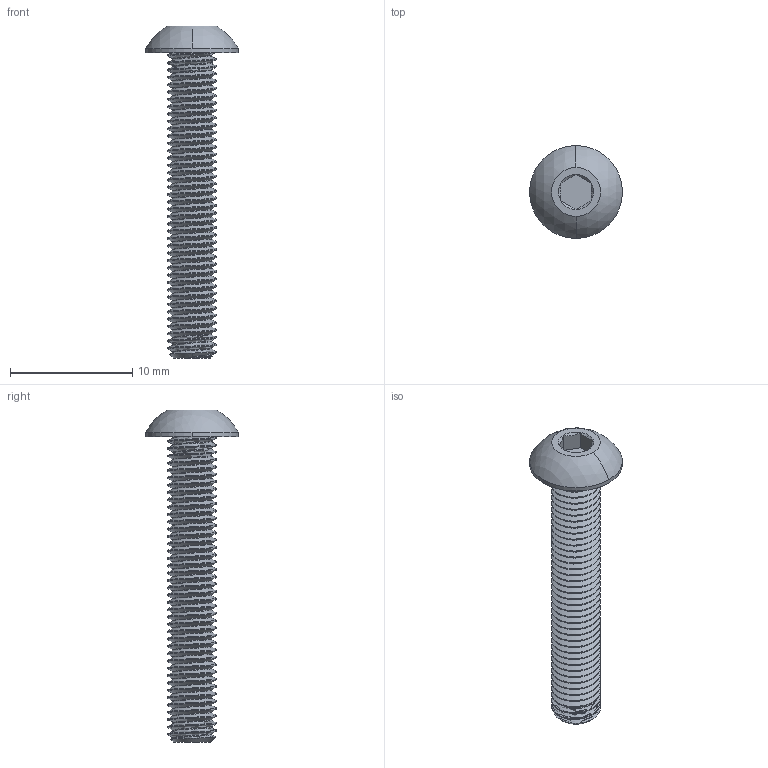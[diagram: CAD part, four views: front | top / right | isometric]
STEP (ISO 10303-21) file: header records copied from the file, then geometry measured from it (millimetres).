
FILE_DESCRIPTION (( 'STEP AP203' ), '1' );
FILE_NAME ('2802-0004-0025.STEP', '2017-04-04T18:24:15', ( '' ), ( '' ), 'SwSTEP 2.0', 'SolidWorks 2016', '' );
FILE_SCHEMA (( 'CONFIG_CONTROL_DESIGN' ));
Length unit declared in the file: millimetre
Products named in the file (1): 2802-0004-0025
Bounding box: 7.6 x 7.6 x 27.2 mm (x, y, z)
Volume: 321 mm3; surface area: 619.8 mm2
Topology: 1 solids, 1 shells, 110 faces, 306 edges, 200 vertices
Faces by surface type: cylinder 85, cone 10, plane 10, bspline 3, sphere 2
Entity records: 8202 total; most frequent: CARTESIAN_POINT 5837, ORIENTED_EDGE 612, DIRECTION 358, EDGE_CURVE 306, VERTEX_POINT 200, AXIS2_PLACEMENT_3D 129, EDGE_LOOP 112, FACE_OUTER_BOUND 110
